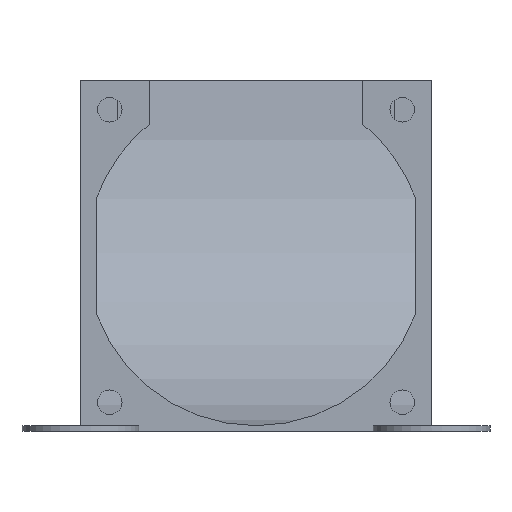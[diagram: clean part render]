
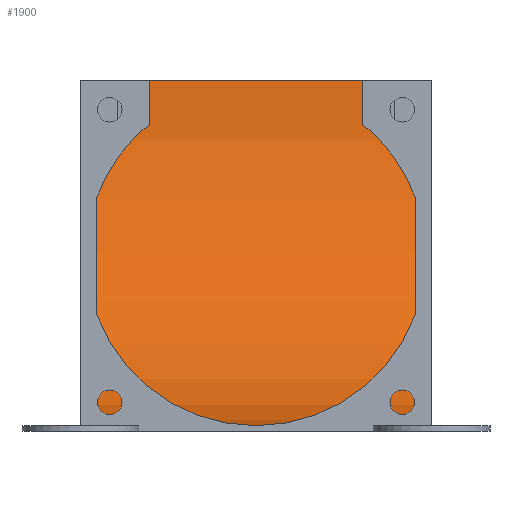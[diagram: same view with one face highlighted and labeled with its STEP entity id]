
A CAD part, left-side view. The second image highlights one B-rep face of the part: STEP entity #1900.
In plain terms, the highlighted cylindrical face has radius 59 mm (diameter 118 mm), a partial arc.
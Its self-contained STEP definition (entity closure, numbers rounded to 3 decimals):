
#220=FACE_OUTER_BOUND('',#346,.T.);
#346=EDGE_LOOP('',(#1736,#1737,#1738,#1739));
#382=LINE('',#2654,#593);
#565=LINE('',#3102,#776);
#593=VECTOR('',#2137,10.);
#776=VECTOR('',#2566,10.);
#821=CIRCLE('',#2048,59.);
#824=CIRCLE('',#2055,59.);
#856=VERTEX_POINT('',#2651);
#857=VERTEX_POINT('',#2653);
#990=VERTEX_POINT('',#3064);
#997=VERTEX_POINT('',#3088);
#1037=EDGE_CURVE('',#857,#856,#382,.T.);
#1239=EDGE_CURVE('',#990,#856,#821,.T.);
#1251=EDGE_CURVE('',#857,#997,#824,.T.);
#1258=EDGE_CURVE('',#997,#990,#565,.T.);
#1736=ORIENTED_EDGE('',*,*,#1251,.F.);
#1737=ORIENTED_EDGE('',*,*,#1037,.T.);
#1738=ORIENTED_EDGE('',*,*,#1239,.F.);
#1739=ORIENTED_EDGE('',*,*,#1258,.F.);
#1803=CYLINDRICAL_SURFACE('',#2062,59.);
#1900=ADVANCED_FACE('',(#220),#1803,.F.);
#2048=AXIS2_PLACEMENT_3D('',#3066,#2525,#2526);
#2055=AXIS2_PLACEMENT_3D('',#3089,#2548,#2549);
#2062=AXIS2_PLACEMENT_3D('',#3103,#2567,#2568);
#2137=DIRECTION('',(0.,1.,0.));
#2525=DIRECTION('center_axis',(0.,-1.,0.));
#2526=DIRECTION('ref_axis',(0.,0.,-1.));
#2548=DIRECTION('center_axis',(0.,1.,0.));
#2549=DIRECTION('ref_axis',(0.,0.,-1.));
#2566=DIRECTION('',(0.,1.,0.));
#2567=DIRECTION('center_axis',(0.,1.,0.));
#2568=DIRECTION('ref_axis',(0.,0.,-1.));
#2651=CARTESIAN_POINT('',(157.131,33.631,60.));
#2653=CARTESIAN_POINT('',(157.131,-20.769,60.));
#2654=CARTESIAN_POINT('',(157.131,-23.569,60.));
#3064=CARTESIAN_POINT('',(98.131,33.631,1.));
#3066=CARTESIAN_POINT('Origin',(98.131,33.631,60.));
#3088=CARTESIAN_POINT('',(98.131,-20.769,1.));
#3089=CARTESIAN_POINT('Origin',(98.131,-20.769,60.));
#3102=CARTESIAN_POINT('',(98.131,-23.569,1.));
#3103=CARTESIAN_POINT('Origin',(98.131,-23.569,60.));
